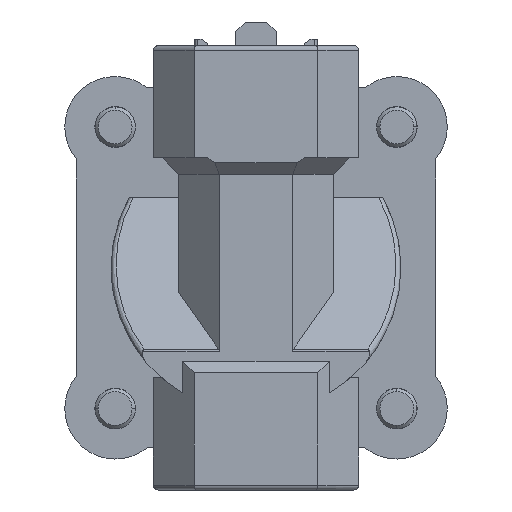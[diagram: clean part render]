
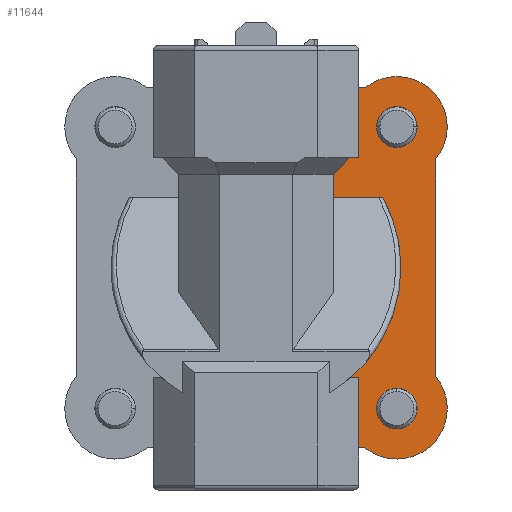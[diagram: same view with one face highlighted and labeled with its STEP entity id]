
A CAD part, front view. The second image highlights one B-rep face of the part: STEP entity #11644.
In plain terms, the highlighted planar face has unit normal (0, -1, 0).
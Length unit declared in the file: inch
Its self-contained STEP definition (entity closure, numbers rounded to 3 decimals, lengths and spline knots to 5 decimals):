
#162 = CIRCLE ( 'NONE', #1867, 0.31 ) ;
#356 = VECTOR ( 'NONE', #1757, 39.37008 ) ;
#369 = AXIS2_PLACEMENT_3D ( 'NONE', #3598, #2548, #2674 ) ;
#531 = CARTESIAN_POINT ( 'NONE',  ( 0.575, 0.4975, 0.675 ) ) ;
#677 = CARTESIAN_POINT ( 'NONE',  ( 0., 0.4975, 0. ) ) ;
#718 = EDGE_CURVE ( 'NONE', #6382, #13001, #11820, .T. ) ;
#730 = VECTOR ( 'NONE', #9451, 39.37008 ) ;
#766 = CIRCLE ( 'NONE', #6063, 0.125 ) ;
#1066 = EDGE_CURVE ( 'NONE', #9835, #1705, #8201, .T. ) ;
#1124 = EDGE_CURVE ( 'NONE', #12897, #6891, #162, .T. ) ;
#1262 = CIRCLE ( 'NONE', #9502, 0.125 ) ;
#1340 = EDGE_CURVE ( 'NONE', #5136, #7969, #11701, .T. ) ;
#1493 = EDGE_CURVE ( 'NONE', #6979, #12262, #3514, .T. ) ;
#1513 = VERTEX_POINT ( 'NONE', #9855 ) ;
#1538 = DIRECTION ( 'NONE',  ( 0., 0., -1. ) ) ;
#1687 = DIRECTION ( 'NONE',  ( 1., 0., 0. ) ) ;
#1705 = VERTEX_POINT ( 'NONE', #9649 ) ;
#1757 = DIRECTION ( 'NONE',  ( 0., 0., 1. ) ) ;
#1867 = AXIS2_PLACEMENT_3D ( 'NONE', #10928, #3004, #7032 ) ;
#2023 = EDGE_CURVE ( 'NONE', #9820, #2655, #7067, .T. ) ;
#2140 = ORIENTED_EDGE ( 'NONE', *, *, #1493, .T. ) ;
#2305 = LINE ( 'NONE', #5406, #730 ) ;
#2412 = CARTESIAN_POINT ( 'NONE',  ( 0., 0.4975, 0. ) ) ;
#2414 = EDGE_LOOP ( 'NONE', ( #6511, #12859 ) ) ;
#2472 = ORIENTED_EDGE ( 'NONE', *, *, #7477, .T. ) ;
#2488 = CARTESIAN_POINT ( 'NONE',  ( 0.63, 0.4975, 0.675 ) ) ;
#2515 = EDGE_LOOP ( 'NONE', ( #10565, #6252, #4898, #2824, #2140, #12563, #2472, #12038, #10274, #6188, #11446, #7519, #6105 ) ) ;
#2529 = DIRECTION ( 'NONE',  ( -0.707, 0., -0.707 ) ) ;
#2548 = DIRECTION ( 'NONE',  ( 0., 1., 0. ) ) ;
#2655 = VERTEX_POINT ( 'NONE', #9455 ) ;
#2663 = FACE_OUTER_BOUND ( 'NONE', #2515, .T. ) ;
#2674 = DIRECTION ( 'NONE',  ( -1., 0., 0. ) ) ;
#2675 = VERTEX_POINT ( 'NONE', #12552 ) ;
#2790 = CARTESIAN_POINT ( 'NONE',  ( 0.66879, 0.4975, 1.105 ) ) ;
#2824 = ORIENTED_EDGE ( 'NONE', *, *, #8479, .F. ) ;
#2826 = CARTESIAN_POINT ( 'NONE',  ( 0.63, 0.4975, 1.365 ) ) ;
#2850 = AXIS2_PLACEMENT_3D ( 'NONE', #2412, #10350, #9363 ) ;
#2871 = CARTESIAN_POINT ( 'NONE',  ( 0.63, 0.4975, 1.365 ) ) ;
#2898 = VECTOR ( 'NONE', #8915, 39.37008 ) ;
#3004 = DIRECTION ( 'NONE',  ( 0., -1., 0. ) ) ;
#3057 = DIRECTION ( 'NONE',  ( -1., 0., 0. ) ) ;
#3139 = VECTOR ( 'NONE', #12526, 39.37008 ) ;
#3198 = DIRECTION ( 'NONE',  ( 0., -1., 0. ) ) ;
#3424 = ORIENTED_EDGE ( 'NONE', *, *, #1066, .T. ) ;
#3514 = LINE ( 'NONE', #7552, #6410 ) ;
#3598 = CARTESIAN_POINT ( 'NONE',  ( 0.865, 0.4975, -0.865 ) ) ;
#3648 = FACE_BOUND ( 'NONE', #4009, .T. ) ;
#4002 = EDGE_CURVE ( 'NONE', #5136, #13001, #2305, .T. ) ;
#4009 = EDGE_LOOP ( 'NONE', ( #3424, #11219 ) ) ;
#4027 = CARTESIAN_POINT ( 'NONE',  ( 0.66879, 0.4975, -1.105 ) ) ;
#4125 = DIRECTION ( 'NONE',  ( 1., 0., 0. ) ) ;
#4152 = CARTESIAN_POINT ( 'NONE',  ( 0.865, 0.4975, 0.865 ) ) ;
#4314 = CARTESIAN_POINT ( 'NONE',  ( 0., 0.4975, 0.43 ) ) ;
#4329 = EDGE_CURVE ( 'NONE', #1513, #6891, #8772, .T. ) ;
#4485 = EDGE_CURVE ( 'NONE', #1705, #9835, #1262, .T. ) ;
#4492 = AXIS2_PLACEMENT_3D ( 'NONE', #677, #4709, #3057 ) ;
#4500 = CARTESIAN_POINT ( 'NONE',  ( 1.105, 0.4975, -0.66879 ) ) ;
#4598 = LINE ( 'NONE', #12661, #356 ) ;
#4600 = LINE ( 'NONE', #2488, #3139 ) ;
#4603 = CARTESIAN_POINT ( 'NONE',  ( 0.74, 0.4975, -0.865 ) ) ;
#4614 = CARTESIAN_POINT ( 'NONE',  ( 0.475, 0.4975, 0.575 ) ) ;
#4671 = VERTEX_POINT ( 'NONE', #6683 ) ;
#4709 = DIRECTION ( 'NONE',  ( 0., 1., 0. ) ) ;
#4898 = ORIENTED_EDGE ( 'NONE', *, *, #6485, .T. ) ;
#5136 = VERTEX_POINT ( 'NONE', #4027 ) ;
#5274 = CARTESIAN_POINT ( 'NONE',  ( 0.63, 0.4975, 0.675 ) ) ;
#5406 = CARTESIAN_POINT ( 'NONE',  ( 1.105, 0.4975, -1.105 ) ) ;
#5561 = VERTEX_POINT ( 'NONE', #11206 ) ;
#5562 = LINE ( 'NONE', #6426, #10525 ) ;
#5585 = CARTESIAN_POINT ( 'NONE',  ( 0.865, 0.4975, 0.865 ) ) ;
#5702 = PLANE ( 'NONE',  #4492 ) ;
#5722 = CARTESIAN_POINT ( 'NONE',  ( 0.63, 0.4975, -0.675 ) ) ;
#5778 = DIRECTION ( 'NONE',  ( 0., 1., 0. ) ) ;
#6063 = AXIS2_PLACEMENT_3D ( 'NONE', #5585, #5778, #9684 ) ;
#6102 = DIRECTION ( 'NONE',  ( -1., 0., 0. ) ) ;
#6105 = ORIENTED_EDGE ( 'NONE', *, *, #12501, .F. ) ;
#6188 = ORIENTED_EDGE ( 'NONE', *, *, #718, .T. ) ;
#6252 = ORIENTED_EDGE ( 'NONE', *, *, #4329, .F. ) ;
#6382 = VERTEX_POINT ( 'NONE', #10341 ) ;
#6410 = VECTOR ( 'NONE', #2529, 39.37008 ) ;
#6426 = CARTESIAN_POINT ( 'NONE',  ( 1.105, 0.4975, 1.105 ) ) ;
#6485 = EDGE_CURVE ( 'NONE', #1513, #12133, #10854, .T. ) ;
#6511 = ORIENTED_EDGE ( 'NONE', *, *, #12065, .T. ) ;
#6683 = CARTESIAN_POINT ( 'NONE',  ( 0.99, 0.4975, 0.865 ) ) ;
#6891 = VERTEX_POINT ( 'NONE', #2790 ) ;
#6979 = VERTEX_POINT ( 'NONE', #531 ) ;
#7032 = DIRECTION ( 'NONE',  ( -1., 0., 0. ) ) ;
#7067 = CIRCLE ( 'NONE', #2850, 0.89 ) ;
#7159 = AXIS2_PLACEMENT_3D ( 'NONE', #4152, #10233, #12347 ) ;
#7220 = DIRECTION ( 'NONE',  ( -1., 0., 0. ) ) ;
#7257 = AXIS2_PLACEMENT_3D ( 'NONE', #12249, #3198, #7220 ) ;
#7335 = CARTESIAN_POINT ( 'NONE',  ( 1.105, 0.4975, 0.66879 ) ) ;
#7477 = EDGE_CURVE ( 'NONE', #2675, #2655, #11196, .T. ) ;
#7519 = ORIENTED_EDGE ( 'NONE', *, *, #1340, .T. ) ;
#7552 = CARTESIAN_POINT ( 'NONE',  ( 0.475, 0.4975, 0.575 ) ) ;
#7899 = DIRECTION ( 'NONE',  ( 0., 0., -1. ) ) ;
#7969 = VERTEX_POINT ( 'NONE', #4500 ) ;
#8091 = CARTESIAN_POINT ( 'NONE',  ( 0.865, 0.4975, -0.865 ) ) ;
#8201 = CIRCLE ( 'NONE', #369, 0.125 ) ;
#8479 = EDGE_CURVE ( 'NONE', #6979, #12133, #4600, .T. ) ;
#8772 = LINE ( 'NONE', #11927, #12129 ) ;
#8915 = DIRECTION ( 'NONE',  ( -1., 0., 0. ) ) ;
#9363 = DIRECTION ( 'NONE',  ( 1., 0., 0. ) ) ;
#9451 = DIRECTION ( 'NONE',  ( -1., 0., 0. ) ) ;
#9455 = CARTESIAN_POINT ( 'NONE',  ( 0.77923, 0.4975, 0.43 ) ) ;
#9502 = AXIS2_PLACEMENT_3D ( 'NONE', #8091, #12116, #6102 ) ;
#9563 = CARTESIAN_POINT ( 'NONE',  ( 0.58006, 0.4975, -0.675 ) ) ;
#9649 = CARTESIAN_POINT ( 'NONE',  ( 0.99, 0.4975, -0.865 ) ) ;
#9684 = DIRECTION ( 'NONE',  ( -1., 0., 0. ) ) ;
#9820 = VERTEX_POINT ( 'NONE', #9563 ) ;
#9835 = VERTEX_POINT ( 'NONE', #4603 ) ;
#9846 = CARTESIAN_POINT ( 'NONE',  ( 0.63, 0.4975, -1.105 ) ) ;
#9854 = VECTOR ( 'NONE', #4125, 39.37008 ) ;
#9855 = CARTESIAN_POINT ( 'NONE',  ( 0.63, 0.4975, 1.105 ) ) ;
#9937 = EDGE_CURVE ( 'NONE', #6382, #9820, #10750, .T. ) ;
#10233 = DIRECTION ( 'NONE',  ( 0., 1., 0. ) ) ;
#10274 = ORIENTED_EDGE ( 'NONE', *, *, #9937, .F. ) ;
#10341 = CARTESIAN_POINT ( 'NONE',  ( 0.63, 0.4975, -0.675 ) ) ;
#10350 = DIRECTION ( 'NONE',  ( 0., -1., 0. ) ) ;
#10525 = VECTOR ( 'NONE', #1538, 39.37008 ) ;
#10565 = ORIENTED_EDGE ( 'NONE', *, *, #1124, .T. ) ;
#10750 = LINE ( 'NONE', #5722, #2898 ) ;
#10813 = DIRECTION ( 'NONE',  ( 0., 0., -1. ) ) ;
#10854 = LINE ( 'NONE', #2871, #11812 ) ;
#10928 = CARTESIAN_POINT ( 'NONE',  ( 0.865, 0.4975, 0.865 ) ) ;
#10936 = VECTOR ( 'NONE', #10813, 39.37008 ) ;
#11144 = EDGE_CURVE ( 'NONE', #4671, #5561, #766, .T. ) ;
#11172 = EDGE_CURVE ( 'NONE', #2675, #12262, #4598, .T. ) ;
#11196 = LINE ( 'NONE', #4314, #9854 ) ;
#11206 = CARTESIAN_POINT ( 'NONE',  ( 0.74, 0.4975, 0.865 ) ) ;
#11219 = ORIENTED_EDGE ( 'NONE', *, *, #4485, .T. ) ;
#11446 = ORIENTED_EDGE ( 'NONE', *, *, #4002, .F. ) ;
#11644 = ADVANCED_FACE ( 'NONE', ( #3648, #11720, #2663 ), #5702, .F. ) ;
#11701 = CIRCLE ( 'NONE', #7257, 0.31 ) ;
#11720 = FACE_BOUND ( 'NONE', #2414, .T. ) ;
#11812 = VECTOR ( 'NONE', #7899, 39.37008 ) ;
#11820 = LINE ( 'NONE', #2826, #10936 ) ;
#11927 = CARTESIAN_POINT ( 'NONE',  ( 1.105, 0.4975, 1.105 ) ) ;
#12038 = ORIENTED_EDGE ( 'NONE', *, *, #2023, .F. ) ;
#12065 = EDGE_CURVE ( 'NONE', #5561, #4671, #12228, .T. ) ;
#12116 = DIRECTION ( 'NONE',  ( 0., 1., 0. ) ) ;
#12129 = VECTOR ( 'NONE', #1687, 39.37008 ) ;
#12133 = VERTEX_POINT ( 'NONE', #5274 ) ;
#12228 = CIRCLE ( 'NONE', #7159, 0.125 ) ;
#12249 = CARTESIAN_POINT ( 'NONE',  ( 0.865, 0.4975, -0.865 ) ) ;
#12262 = VERTEX_POINT ( 'NONE', #4614 ) ;
#12347 = DIRECTION ( 'NONE',  ( -1., 0., 0. ) ) ;
#12501 = EDGE_CURVE ( 'NONE', #12897, #7969, #5562, .T. ) ;
#12526 = DIRECTION ( 'NONE',  ( 1., 0., 0. ) ) ;
#12552 = CARTESIAN_POINT ( 'NONE',  ( 0.475, 0.4975, 0.43 ) ) ;
#12563 = ORIENTED_EDGE ( 'NONE', *, *, #11172, .F. ) ;
#12661 = CARTESIAN_POINT ( 'NONE',  ( 0.475, 0.4975, 0.675 ) ) ;
#12859 = ORIENTED_EDGE ( 'NONE', *, *, #11144, .T. ) ;
#12897 = VERTEX_POINT ( 'NONE', #7335 ) ;
#13001 = VERTEX_POINT ( 'NONE', #9846 ) ;
